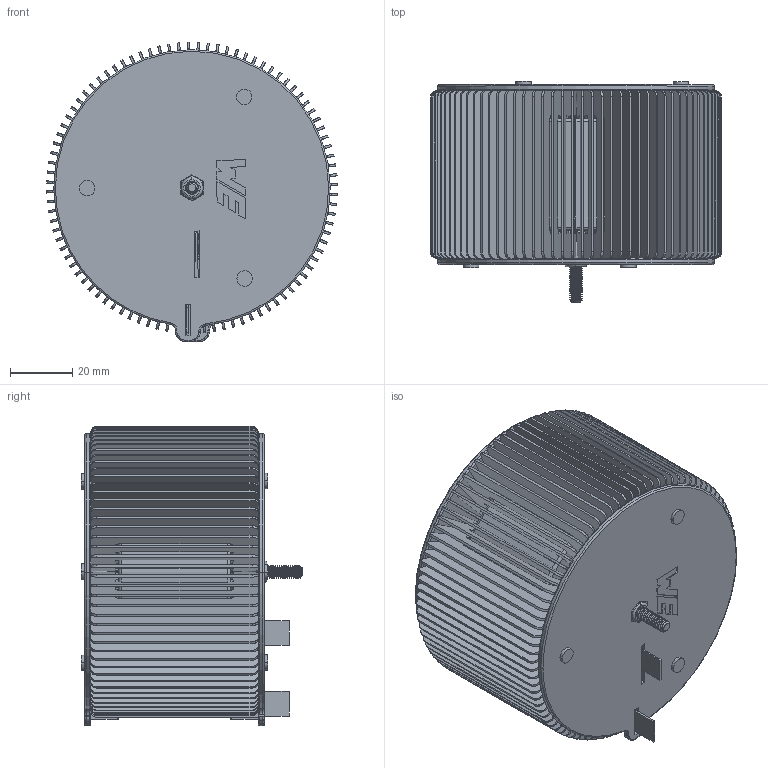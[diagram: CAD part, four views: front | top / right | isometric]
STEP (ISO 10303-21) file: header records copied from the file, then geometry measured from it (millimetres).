
FILE_DESCRIPTION (( 'STEP AP214' ), '1' );
FILE_NAME ('76080X321.STEP', '2022-11-02T18:48:57', ( '' ), ( '' ), 'SwSTEP 2.0', 'SolidWorks 2022', '' );
FILE_SCHEMA (( 'AUTOMOTIVE_DESIGN' ));
Length unit declared in the file: millimetre
Products named in the file (5): 76080X321 Coil and Core; 4mm lock nut_94645A101; 4mm OD 65mm long_screw_91290A083; 76080X321; 070-7779_95mm08
Assembly tree (5 placements, depth 2):
  76080X321
    76080X321 Coil and Core
    4mm lock nut_94645A101
    070-7779_95mm08  x2
    4mm OD 65mm long_screw_91290A083
Bounding box: 93.7 x 71.2 x 96.35 mm (x, y, z)
Volume: 228495 mm3; surface area: 273315 mm2
Topology: 96 solids, 96 shells, 2053 faces, 5382 edges, 3535 vertices
Faces by surface type: plane 1036, cylinder 861, torus 78, cone 44, bspline 30, sphere 4
Entity records: 84957 total; most frequent: CARTESIAN_POINT 17404, DIRECTION 10298, ORIENTED_EDGE 10122, EDGE_CURVE 5061, AXIS2_PLACEMENT_3D 3560, VERTEX_POINT 3338, VECTOR 3178, LINE 3178
